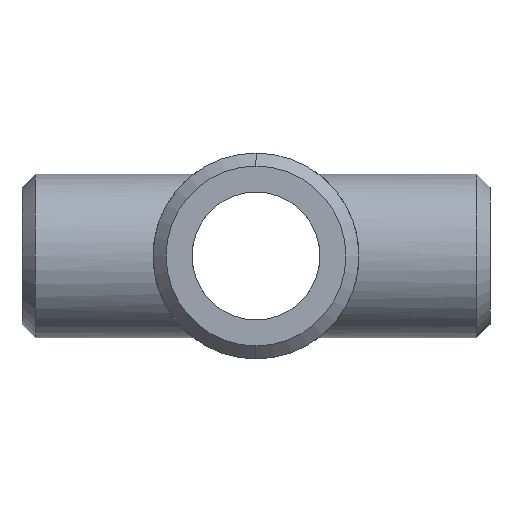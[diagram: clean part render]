
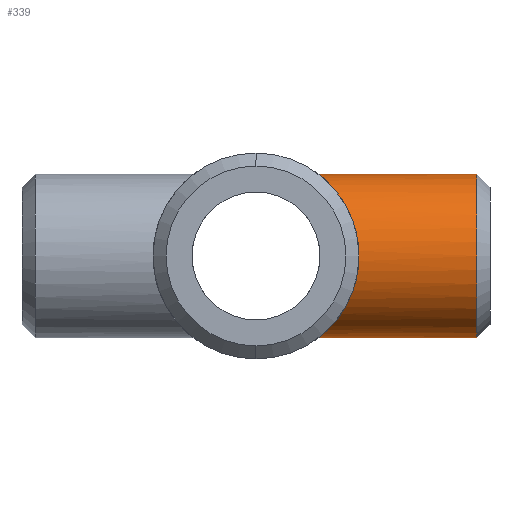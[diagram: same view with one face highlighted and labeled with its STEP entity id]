
A CAD part, left-side view. The second image highlights one B-rep face of the part: STEP entity #339.
In plain terms, the highlighted cylindrical face has radius 13.335 mm (diameter 26.67 mm), a partial arc.
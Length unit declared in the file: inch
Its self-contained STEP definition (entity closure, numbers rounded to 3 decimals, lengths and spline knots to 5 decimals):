
#1 = DIRECTION ( 'NONE',  ( 0., 0., -1. ) ) ;
#21 = CARTESIAN_POINT ( 'NONE',  ( 0., -1.5, 0. ) ) ;
#34 = CARTESIAN_POINT ( 'NONE',  ( -0.49427, -0.63582, 0.17787 ) ) ;
#44 = CARTESIAN_POINT ( 'NONE',  ( -0.52415, -0.65933, -0.03485 ) ) ;
#50 = CARTESIAN_POINT ( 'NONE',  ( -0.0363, -0.40122, 0.52405 ) ) ;
#54 = CARTESIAN_POINT ( 'NONE',  ( 0., -0.39997, 0.525 ) ) ;
#58 = VERTEX_POINT ( 'NONE', #717 ) ;
#64 = EDGE_CURVE ( 'NONE', #560, #614, #175, .T. ) ;
#74 = CARTESIAN_POINT ( 'NONE',  ( -0.46747, -0.6152, -0.23956 ) ) ;
#81 = CARTESIAN_POINT ( 'NONE',  ( -0.07229, -0.40606, -0.52031 ) ) ;
#117 = CARTESIAN_POINT ( 'NONE',  ( 0., -1.41667, 0. ) ) ;
#122 = CARTESIAN_POINT ( 'NONE',  ( -0.14199, -0.4231, 0.50668 ) ) ;
#136 = DIRECTION ( 'NONE',  ( 0., 1., 0. ) ) ;
#142 = CARTESIAN_POINT ( 'NONE',  ( -0.22078, -0.45665, 0.47662 ) ) ;
#146 = CARTESIAN_POINT ( 'NONE',  ( -0.39071, -0.55909, 0.35105 ) ) ;
#155 = VERTEX_POINT ( 'NONE', #446 ) ;
#159 = ORIENTED_EDGE ( 'NONE', *, *, #487, .T. ) ;
#165 = CARTESIAN_POINT ( 'NONE',  ( -0.50671, -0.64553, -0.14206 ) ) ;
#171 = B_SPLINE_CURVE_WITH_KNOTS ( 'NONE', 3,
 ( #54, #239, #50, #932, #479, #1013, #576, #122, #674, #142, #492, #496, #409, #1021, #1103, #326, #146, #1017, #581, #851, #936, #243, #34, #391, #835, #740, #648, #1082, #304, #1001, #44, #399, #1122, #165, #416, #770, #74, #1041, #515, #775, #347, #505, #699, #263, #677, #431, #594, #786, #343, #1116, #585, #254, #81, #781, #858, #249 ),
 .UNSPECIFIED., .F., .F.,
 ( 4, 2, 2, 2, 2, 2, 2, 2, 2, 2, 2, 2, 2, 2, 2, 2, 2, 2, 2, 2, 2, 2, 2, 2, 2, 2, 2, 4 ),
 ( 0.04418, 0.04556, 0.04625, 0.04694, 0.0497, 0.05108, 0.05246, 0.05522, 0.0566, 0.05798, 0.06074, 0.06212, 0.0635, 0.06488, 0.06626, 0.06764, 0.06902, 0.07178, 0.07316, 0.07455, 0.07731, 0.08007, 0.08145, 0.08283, 0.08421, 0.08559, 0.08697, 0.08835 ),
 .UNSPECIFIED. ) ;
#175 = LINE ( 'NONE', #268, #1039 ) ;
#213 = DIRECTION ( 'NONE',  ( 0., 0., -1. ) ) ;
#228 = AXIS2_PLACEMENT_3D ( 'NONE', #117, #977, #213 ) ;
#239 = CARTESIAN_POINT ( 'NONE',  ( -0.01824, -0.39997, 0.525 ) ) ;
#243 = CARTESIAN_POINT ( 'NONE',  ( -0.48795, -0.63091, 0.19451 ) ) ;
#249 = CARTESIAN_POINT ( 'NONE',  ( 0., -0.39997, -0.525 ) ) ;
#254 = CARTESIAN_POINT ( 'NONE',  ( -0.08984, -0.40959, -0.51756 ) ) ;
#263 = CARTESIAN_POINT ( 'NONE',  ( -0.27915, -0.48763, -0.44494 ) ) ;
#268 = CARTESIAN_POINT ( 'NONE',  ( 0., -1.5, -0.525 ) ) ;
#286 = DIRECTION ( 'NONE',  ( 0., 1., 0. ) ) ;
#304 = CARTESIAN_POINT ( 'NONE',  ( -0.52495, -0.65996, 0.01949 ) ) ;
#320 = VECTOR ( 'NONE', #136, 39.37008 ) ;
#326 = CARTESIAN_POINT ( 'NONE',  ( -0.37942, -0.55123, 0.36323 ) ) ;
#339 = ADVANCED_FACE ( 'NONE', ( #1069 ), #982, .T. ) ;
#343 = CARTESIAN_POINT ( 'NONE',  ( -0.17435, -0.43605, -0.4955 ) ) ;
#347 = CARTESIAN_POINT ( 'NONE',  ( -0.39178, -0.55962, -0.35101 ) ) ;
#354 = CARTESIAN_POINT ( 'NONE',  ( 0., -1.41667, -0.525 ) ) ;
#377 = EDGE_CURVE ( 'NONE', #560, #58, #834, .T. ) ;
#390 = EDGE_CURVE ( 'NONE', #58, #155, #455, .T. ) ;
#391 = CARTESIAN_POINT ( 'NONE',  ( -0.50513, -0.6443, 0.14416 ) ) ;
#399 = CARTESIAN_POINT ( 'NONE',  ( -0.52051, -0.65643, -0.07088 ) ) ;
#409 = CARTESIAN_POINT ( 'NONE',  ( -0.27881, -0.48743, 0.44515 ) ) ;
#416 = CARTESIAN_POINT ( 'NONE',  ( -0.49596, -0.63708, -0.17572 ) ) ;
#431 = CARTESIAN_POINT ( 'NONE',  ( -0.23593, -0.4642, -0.46929 ) ) ;
#446 = CARTESIAN_POINT ( 'NONE',  ( 0., -0.39997, 0.525 ) ) ;
#455 = LINE ( 'NONE', #752, #320 ) ;
#479 = CARTESIAN_POINT ( 'NONE',  ( -0.07203, -0.40631, 0.52011 ) ) ;
#487 = EDGE_CURVE ( 'NONE', #155, #614, #171, .T. ) ;
#492 = CARTESIAN_POINT ( 'NONE',  ( -0.23588, -0.46418, 0.46932 ) ) ;
#496 = CARTESIAN_POINT ( 'NONE',  ( -0.26486, -0.47956, 0.45359 ) ) ;
#505 = CARTESIAN_POINT ( 'NONE',  ( -0.34509, -0.52799, -0.397 ) ) ;
#515 = CARTESIAN_POINT ( 'NONE',  ( -0.44195, -0.59603, -0.28387 ) ) ;
#529 = AXIS2_PLACEMENT_3D ( 'NONE', #21, #794, #1 ) ;
#560 = VERTEX_POINT ( 'NONE', #354 ) ;
#576 = CARTESIAN_POINT ( 'NONE',  ( -0.0986, -0.41186, 0.51573 ) ) ;
#581 = CARTESIAN_POINT ( 'NONE',  ( -0.42205, -0.58143, 0.31269 ) ) ;
#585 = CARTESIAN_POINT ( 'NONE',  ( -0.1244, -0.41854, -0.51035 ) ) ;
#594 = CARTESIAN_POINT ( 'NONE',  ( -0.221, -0.45676, -0.47651 ) ) ;
#614 = VERTEX_POINT ( 'NONE', #862 ) ;
#648 = CARTESIAN_POINT ( 'NONE',  ( -0.52006, -0.65608, 0.07414 ) ) ;
#674 = CARTESIAN_POINT ( 'NONE',  ( -0.17443, -0.43548, 0.49631 ) ) ;
#677 = CARTESIAN_POINT ( 'NONE',  ( -0.26498, -0.47963, -0.45352 ) ) ;
#697 = ORIENTED_EDGE ( 'NONE', *, *, #377, .T. ) ;
#699 = CARTESIAN_POINT ( 'NONE',  ( -0.31994, -0.51172, -0.41753 ) ) ;
#717 = CARTESIAN_POINT ( 'NONE',  ( 0., -1.41667, 0.525 ) ) ;
#740 = CARTESIAN_POINT ( 'NONE',  ( -0.51719, -0.6538, 0.09198 ) ) ;
#752 = CARTESIAN_POINT ( 'NONE',  ( 0., -1.5, 0.525 ) ) ;
#770 = CARTESIAN_POINT ( 'NONE',  ( -0.47518, -0.62109, -0.2239 ) ) ;
#775 = CARTESIAN_POINT ( 'NONE',  ( -0.41339, -0.57506, -0.32537 ) ) ;
#781 = CARTESIAN_POINT ( 'NONE',  ( -0.03661, -0.40125, -0.52403 ) ) ;
#786 = CARTESIAN_POINT ( 'NONE',  ( -0.19021, -0.44268, -0.48962 ) ) ;
#794 = DIRECTION ( 'NONE',  ( 0., 1., 0. ) ) ;
#834 = CIRCLE ( 'NONE', #228, 0.525 ) ;
#835 = CARTESIAN_POINT ( 'NONE',  ( -0.50973, -0.64791, 0.12699 ) ) ;
#851 = CARTESIAN_POINT ( 'NONE',  ( -0.45043, -0.60224, 0.27174 ) ) ;
#858 = CARTESIAN_POINT ( 'NONE',  ( -0.01841, -0.39997, -0.525 ) ) ;
#861 = ORIENTED_EDGE ( 'NONE', *, *, #64, .F. ) ;
#862 = CARTESIAN_POINT ( 'NONE',  ( 0., -0.39997, -0.525 ) ) ;
#909 = ORIENTED_EDGE ( 'NONE', *, *, #390, .T. ) ;
#932 = CARTESIAN_POINT ( 'NONE',  ( -0.06313, -0.40482, 0.52127 ) ) ;
#936 = CARTESIAN_POINT ( 'NONE',  ( -0.46701, -0.61481, 0.24236 ) ) ;
#943 = EDGE_LOOP ( 'NONE', ( #697, #909, #159, #861 ) ) ;
#977 = DIRECTION ( 'NONE',  ( 0., 1., 0. ) ) ;
#982 = CYLINDRICAL_SURFACE ( 'NONE', #529, 0.525 ) ;
#1001 = CARTESIAN_POINT ( 'NONE',  ( -0.52505, -0.66004, -0.01678 ) ) ;
#1013 = CARTESIAN_POINT ( 'NONE',  ( -0.08975, -0.40982, 0.51735 ) ) ;
#1017 = CARTESIAN_POINT ( 'NONE',  ( -0.412, -0.57416, 0.32581 ) ) ;
#1021 = CARTESIAN_POINT ( 'NONE',  ( -0.31923, -0.51128, 0.41805 ) ) ;
#1039 = VECTOR ( 'NONE', #286, 39.37008 ) ;
#1041 = CARTESIAN_POINT ( 'NONE',  ( -0.45088, -0.60269, -0.2695 ) ) ;
#1069 = FACE_OUTER_BOUND ( 'NONE', #943, .T. ) ;
#1082 = CARTESIAN_POINT ( 'NONE',  ( -0.52396, -0.65917, 0.03775 ) ) ;
#1103 = CARTESIAN_POINT ( 'NONE',  ( -0.34432, -0.52748, 0.39768 ) ) ;
#1116 = CARTESIAN_POINT ( 'NONE',  ( -0.14151, -0.42399, -0.50586 ) ) ;
#1122 = CARTESIAN_POINT ( 'NONE',  ( -0.51773, -0.65423, -0.08894 ) ) ;
